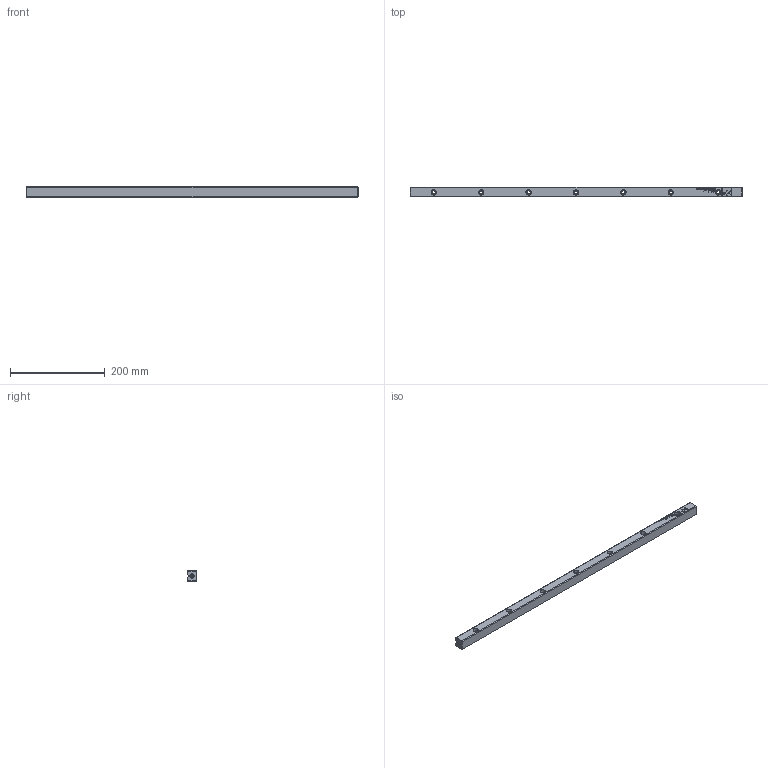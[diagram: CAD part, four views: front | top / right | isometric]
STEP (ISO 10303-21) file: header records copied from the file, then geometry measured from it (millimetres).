
FILE_DESCRIPTION(/* description */ (''),/* implementation_level */ '2;1');
FILE_NAME(/* name */ 'Rail RSD-9700.stp',/* time_stamp */ '2025-01-09T10:38:26+01:00',/* author */ (''),/* organization */ (''),/* preprocessor_version */ 'ST-DEVELOPER v16.7',/* originating_system */ 'SIEMENS PLM Software NX 12.0',/* authorisation */ '');
FILE_SCHEMA (('AUTOMOTIVE_DESIGN { 1 0 10303 214 3 1 1 1 }'));
Length unit declared in the file: millimetre
Products named in the file (1): Rail RSD-9700_step_stp
Bounding box: 700 x 19.8 x 22 mm (x, y, z)
Volume: 280275 mm3; surface area: 64793.3 mm2
Topology: 1 solids, 1 shells, 358 faces, 944 edges, 628 vertices
Faces by surface type: plane 232, bspline 90, cylinder 18, cone 18
Full cylindrical faces by diameter (mm): 5.1 x2, 6.8 x7, 11 x7
Entity records: 13202 total; most frequent: CARTESIAN_POINT 3109, ORIENTED_EDGE 1788, DIRECTION 1304, EDGE_CURVE 894, LINE 662, VECTOR 662, VERTEX_POINT 614, EDGE_LOOP 446
